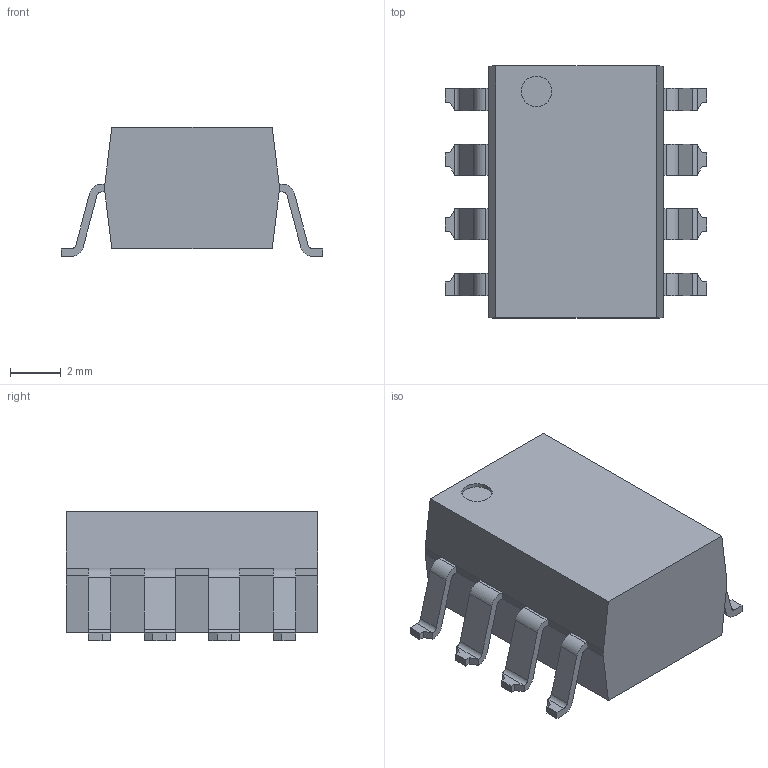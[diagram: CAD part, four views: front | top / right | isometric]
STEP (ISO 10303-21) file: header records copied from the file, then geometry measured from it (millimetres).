
FILE_DESCRIPTION((''),'2;1');
FILE_NAME('FAIRCHILD_8LD MDIP.stp','2014-10-20T17:44:56',(''),(''),'Mechanical Desktop 2011','Mechanical Desktop 2011',', , ');
FILE_SCHEMA(('AUTOMOTIVE_DESIGN { 1 2 10303 214 1 1 1 1 }'));
Length unit declared in the file: millimetre
Products named in the file (1): Product
Bounding box: 10.3 x 9.91 x 5.08 mm (x, y, z)
Volume: 320.5 mm3; surface area: 362.1 mm2
Topology: 9 solids, 9 shells, 149 faces, 366 edges, 236 vertices
Faces by surface type: bspline 68, plane 63, cylinder 18
Entity records: 4588 total; most frequent: CARTESIAN_POINT 1180, ORIENTED_EDGE 732, DIRECTION 598, EDGE_CURVE 366, VECTOR 298, LINE 298, VERTEX_POINT 236, AXIS2_PLACEMENT_3D 150
